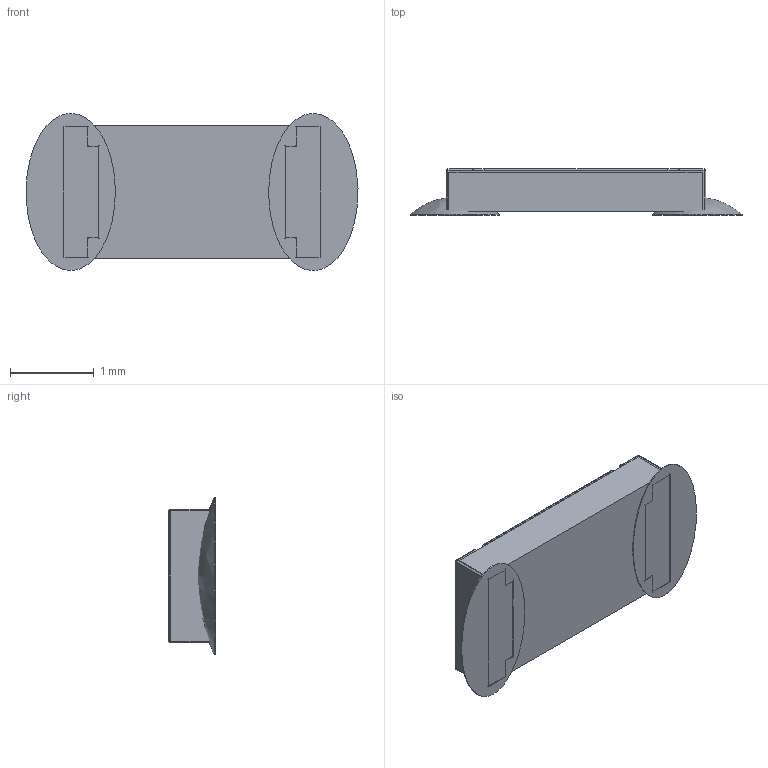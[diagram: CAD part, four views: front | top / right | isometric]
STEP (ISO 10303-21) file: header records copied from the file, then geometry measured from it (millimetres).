
FILE_DESCRIPTION (( 'STEP AP214' ), '1' );
FILE_NAME ('res1206r.STEP', '2017-11-16T07:41:52', ( '64' ), ( '' ), 'SwSTEP 2.0', 'SolidWorks 2014', '' );
FILE_SCHEMA (( 'AUTOMOTIVE_DESIGN' ));
Length unit declared in the file: millimetre
Products named in the file (2): res1206r
Bounding box: 3.97 x 0.55 x 1.88 mm (x, y, z)
Volume: 2.9 mm3; surface area: 28.7 mm2
Topology: 3 solids, 3 shells, 110 faces, 307 edges, 199 vertices
Faces by surface type: plane 50, cylinder 42, bspline 10, sphere 8
Entity records: 5437 total; most frequent: CARTESIAN_POINT 1614, ORIENTED_EDGE 598, DIRECTION 465, EDGE_CURVE 299, VERTEX_POINT 199, VECTOR 181, LINE 181, AXIS2_PLACEMENT_3D 142
